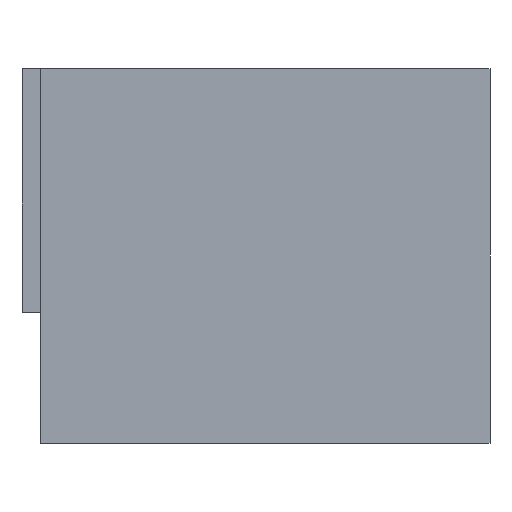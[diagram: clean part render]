
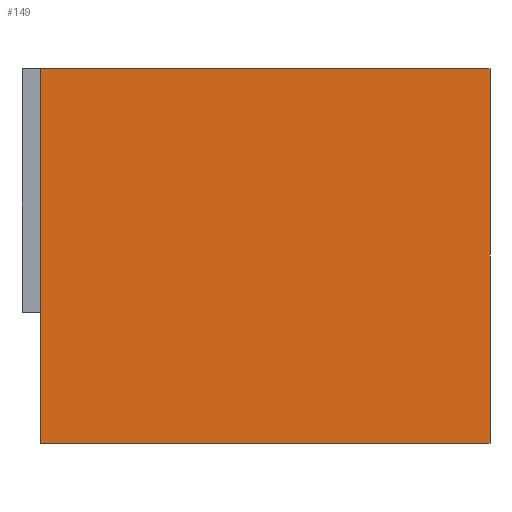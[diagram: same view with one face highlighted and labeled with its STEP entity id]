
A CAD part, left-side view. The second image highlights one B-rep face of the part: STEP entity #149.
In plain terms, the highlighted face is planar.
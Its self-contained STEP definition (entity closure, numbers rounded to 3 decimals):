
#34=DIRECTION('',(0.,-1.,0.));
#35=VECTOR('',#34,300.);
#36=CARTESIAN_POINT('',(12.5,150.,125.));
#37=LINE('',#36,#35);
#38=DIRECTION('',(0.,0.,1.));
#39=VECTOR('',#38,250.);
#40=CARTESIAN_POINT('',(12.5,150.,-125.));
#41=LINE('',#40,#39);
#42=DIRECTION('',(0.,1.,0.));
#43=VECTOR('',#42,300.);
#44=CARTESIAN_POINT('',(12.5,-150.,-125.));
#45=LINE('',#44,#43);
#46=DIRECTION('',(0.,0.,-1.));
#47=VECTOR('',#46,250.);
#48=CARTESIAN_POINT('',(12.5,-150.,125.));
#49=LINE('',#48,#47);
#58=CARTESIAN_POINT('',(12.5,150.,125.));
#59=CARTESIAN_POINT('',(12.5,-150.,125.));
#60=VERTEX_POINT('',#58);
#61=VERTEX_POINT('',#59);
#62=CARTESIAN_POINT('',(12.5,-150.,-125.));
#63=VERTEX_POINT('',#62);
#64=CARTESIAN_POINT('',(12.5,150.,-125.));
#65=VERTEX_POINT('',#64);
#138=CARTESIAN_POINT('',(12.5,0.,0.));
#139=DIRECTION('',(1.,0.,0.));
#140=DIRECTION('',(0.,0.,-1.));
#141=AXIS2_PLACEMENT_3D('',#138,#139,#140);
#142=PLANE('',#141);
#143=ORIENTED_EDGE('',*,*,#90,.F.);
#144=ORIENTED_EDGE('',*,*,#105,.F.);
#145=ORIENTED_EDGE('',*,*,#119,.F.);
#146=ORIENTED_EDGE('',*,*,#132,.F.);
#147=EDGE_LOOP('',(#143,#144,#145,#146));
#148=FACE_OUTER_BOUND('',#147,.F.);
#149=ADVANCED_FACE('',(#148),#142,.T.);
#90=EDGE_CURVE('',#60,#61,#37,.T.);
#105=EDGE_CURVE('',#65,#60,#41,.T.);
#119=EDGE_CURVE('',#63,#65,#45,.T.);
#132=EDGE_CURVE('',#61,#63,#49,.T.);
